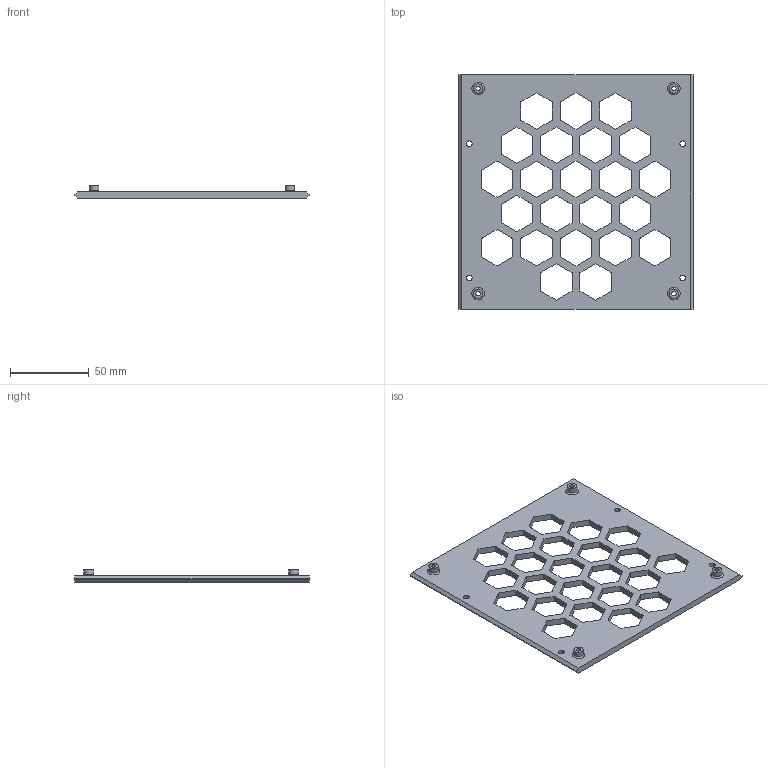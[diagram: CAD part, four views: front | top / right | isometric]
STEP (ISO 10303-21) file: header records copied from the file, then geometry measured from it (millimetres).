
FILE_DESCRIPTION(/* description */ (''),/* implementation_level */ '2;1');
FILE_NAME(/* name */ 'MCU Tray - Duet3D Duet 3 6HC.step',/* time_stamp */ '2022-11-03T15:05:28-05:00',/* author */ (''),/* organization */ (''),/* preprocessor_version */ 'ST-DEVELOPER v19.2',/* originating_system */ 'Autodesk Translation Framework v11.17.0.187',/* authorisation */ '');
FILE_SCHEMA (('AUTOMOTIVE_DESIGN { 1 0 10303 214 3 1 1 }'));
Length unit declared in the file: millimetre
Products named in the file (1): MCU Tray - Duet3D Duet 3 6HC
Bounding box: 148.6 x 148.85 x 8 mm (x, y, z)
Volume: 55749.7 mm3; surface area: 37017.7 mm2
Topology: 1 solids, 1 shells, 168 faces, 482 edges, 320 vertices
Faces by surface type: plane 152, cylinder 12, torus 4
Full cylindrical faces by diameter (mm): 2.8 x4, 3.6 x4, 6 x4
Entity records: 5563 total; most frequent: CARTESIAN_POINT 971, ORIENTED_EDGE 964, DIRECTION 852, EDGE_CURVE 482, LINE 450, VECTOR 450, VERTEX_POINT 320, EDGE_LOOP 234
